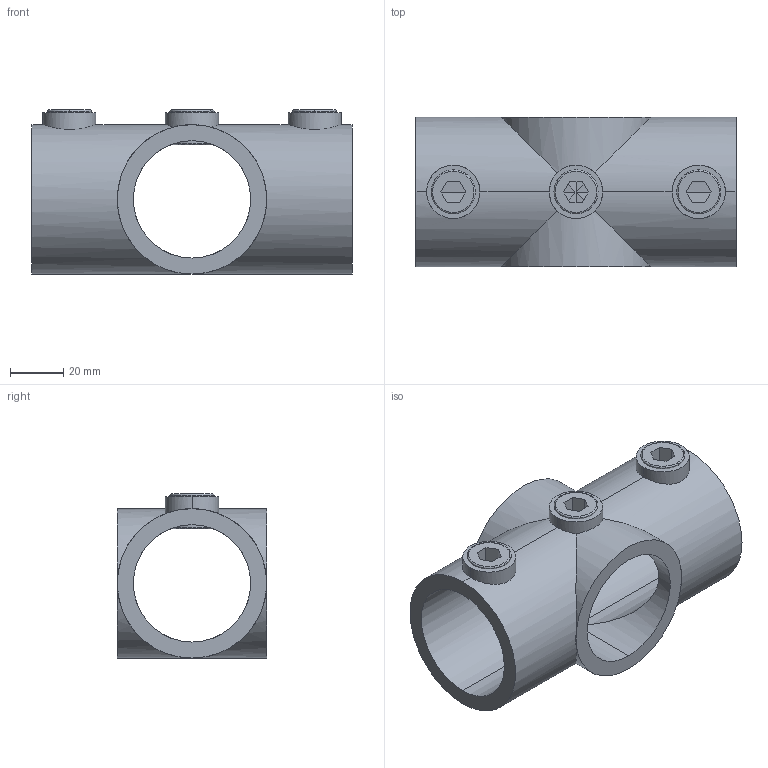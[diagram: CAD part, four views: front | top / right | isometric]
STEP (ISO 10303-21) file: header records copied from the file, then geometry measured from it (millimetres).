
FILE_DESCRIPTION (( 'STEP AP203' ), '1' );
FILE_NAME ('119-C42.step', '2015-09-17T16:14:46', ( '' ), ( '' ), 'SwSTEP 2.0', 'SolidWorks 2015', '' );
FILE_SCHEMA (( 'CONFIG_CONTROL_DESIGN' ));
Length unit declared in the file: millimetre
Products named in the file (3): 119-C42 Teil1_Zeichnung; 119-C42 Teil2_Zeichnung; 119-C42
Assembly tree (4 placements, depth 2):
  119-C42
    119-C42 Teil1_Zeichnung
    119-C42 Teil2_Zeichnung  x3
Bounding box: 120 x 56 x 61.5 mm (x, y, z)
Volume: 110375.7 mm3; surface area: 44218.7 mm2
Topology: 4 solids, 4 shells, 79 faces, 190 edges, 114 vertices
Faces by surface type: cylinder 36, plane 31, torus 12
Entity records: 2401 total; most frequent: CARTESIAN_POINT 860, ORIENTED_EDGE 252, DIRECTION 250, EDGE_CURVE 126, AXIS2_PLACEMENT_3D 100, VERTEX_POINT 74, EDGE_LOOP 60, ADVANCED_FACE 51
